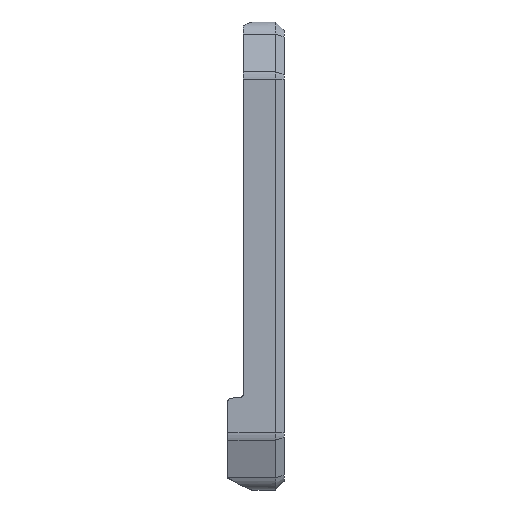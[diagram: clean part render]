
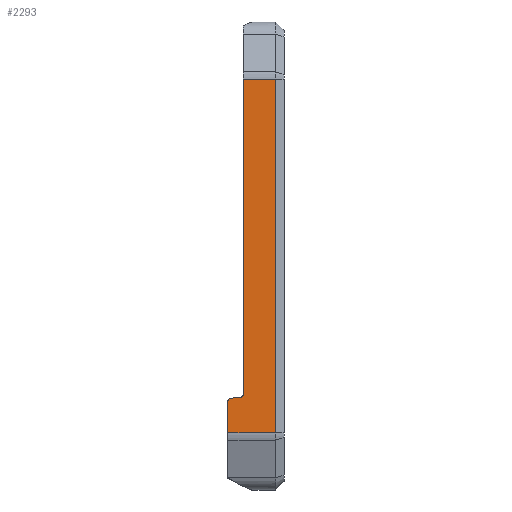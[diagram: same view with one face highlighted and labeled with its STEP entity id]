
A CAD part, left-side view. The second image highlights one B-rep face of the part: STEP entity #2293.
In plain terms, the highlighted planar face has unit normal (-1, 0, 0).
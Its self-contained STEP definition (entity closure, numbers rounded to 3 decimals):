
#575 = LINE ( 'NONE', #713, #2246 ) ;
#713 = CARTESIAN_POINT ( 'NONE',  ( -32.5, 2., 46. ) ) ;
#1200 = DIRECTION ( 'NONE',  ( 0., -1., 0. ) ) ;
#1242 = ORIENTED_EDGE ( 'NONE', *, *, #7494, .T. ) ;
#1338 = CARTESIAN_POINT ( 'NONE',  ( -32.5, 11.149, -32.877 ) ) ;
#1452 = CARTESIAN_POINT ( 'NONE',  ( -32.5, 18.05, 41. ) ) ;
#1585 = EDGE_CURVE ( 'NONE', #7252, #2681, #575, .T. ) ;
#1648 = DIRECTION ( 'NONE',  ( 0., 0., 1. ) ) ;
#1650 = DIRECTION ( 'NONE',  ( 1., 0., 0. ) ) ;
#1665 = EDGE_CURVE ( 'NONE', #6619, #4055, #2223, .T. ) ;
#1773 = CARTESIAN_POINT ( 'NONE',  ( -32.5, 13.055, -33.731 ) ) ;
#1822 = ORIENTED_EDGE ( 'NONE', *, *, #5265, .T. ) ;
#1983 = VECTOR ( 'NONE', #5931, 1000. ) ;
#2078 = CARTESIAN_POINT ( 'NONE',  ( -32.5, 13.055, 46. ) ) ;
#2223 = LINE ( 'NONE', #4493, #6592 ) ;
#2246 = VECTOR ( 'NONE', #5703, 1000. ) ;
#2293 = ADVANCED_FACE ( 'NONE', ( #4032 ), #4655, .F. ) ;
#2541 = CIRCLE ( 'NONE', #3459, 0.75 ) ;
#2651 = CARTESIAN_POINT ( 'NONE',  ( -32.5, 9.5, -32.045 ) ) ;
#2681 = VERTEX_POINT ( 'NONE', #8216 ) ;
#2695 = LINE ( 'NONE', #2078, #3217 ) ;
#2715 = CARTESIAN_POINT ( 'NONE',  ( -32.5, 18.05, -41. ) ) ;
#2748 = ORIENTED_EDGE ( 'NONE', *, *, #7582, .F. ) ;
#2754 = ORIENTED_EDGE ( 'NONE', *, *, #1665, .F. ) ;
#2757 = VECTOR ( 'NONE', #1200, 1000. ) ;
#2885 = CIRCLE ( 'NONE', #8699, 0.75 ) ;
#2986 = EDGE_LOOP ( 'NONE', ( #1242, #5650, #5567, #2754, #1822, #2748, #5207, #7529 ) ) ;
#3081 = CARTESIAN_POINT ( 'NONE',  ( -32.5, 9.5, 41. ) ) ;
#3121 = DIRECTION ( 'NONE',  ( 0., 0., -1. ) ) ;
#3167 = AXIS2_PLACEMENT_3D ( 'NONE', #4133, #4700, #6786 ) ;
#3217 = VECTOR ( 'NONE', #4157, 1000. ) ;
#3340 = CARTESIAN_POINT ( 'NONE',  ( -32.5, 13.055, -41. ) ) ;
#3429 = LINE ( 'NONE', #2715, #2757 ) ;
#3459 = AXIS2_PLACEMENT_3D ( 'NONE', #3786, #1650, #3121 ) ;
#3468 = VERTEX_POINT ( 'NONE', #7594 ) ;
#3631 = CARTESIAN_POINT ( 'NONE',  ( -32.5, 2., -41. ) ) ;
#3786 = CARTESIAN_POINT ( 'NONE',  ( -32.5, 10.25, -32.045 ) ) ;
#4032 = FACE_OUTER_BOUND ( 'NONE', #2986, .T. ) ;
#4055 = VERTEX_POINT ( 'NONE', #3081 ) ;
#4133 = CARTESIAN_POINT ( 'NONE',  ( -32.5, 18.05, 46. ) ) ;
#4154 = DIRECTION ( 'NONE',  ( -1., 0., 0. ) ) ;
#4157 = DIRECTION ( 'NONE',  ( 0., 0., 1. ) ) ;
#4175 = DIRECTION ( 'NONE',  ( 0., -0.996, 0.087 ) ) ;
#4326 = EDGE_CURVE ( 'NONE', #7559, #5858, #2695, .T. ) ;
#4493 = CARTESIAN_POINT ( 'NONE',  ( -32.5, 9.5, 46. ) ) ;
#4569 = VECTOR ( 'NONE', #4175, 1000. ) ;
#4655 = PLANE ( 'NONE',  #3167 ) ;
#4700 = DIRECTION ( 'NONE',  ( 1., 0., 0. ) ) ;
#5093 = LINE ( 'NONE', #1452, #1983 ) ;
#5207 = ORIENTED_EDGE ( 'NONE', *, *, #6736, .T. ) ;
#5265 = EDGE_CURVE ( 'NONE', #6619, #3468, #2541, .T. ) ;
#5504 = CARTESIAN_POINT ( 'NONE',  ( -32.5, 12.37, -32.984 ) ) ;
#5567 = ORIENTED_EDGE ( 'NONE', *, *, #6837, .T. ) ;
#5650 = ORIENTED_EDGE ( 'NONE', *, *, #1585, .T. ) ;
#5703 = DIRECTION ( 'NONE',  ( 0., 0., 1. ) ) ;
#5858 = VERTEX_POINT ( 'NONE', #1773 ) ;
#5931 = DIRECTION ( 'NONE',  ( 0., 1., 0. ) ) ;
#6195 = LINE ( 'NONE', #1338, #4569 ) ;
#6259 = CARTESIAN_POINT ( 'NONE',  ( -32.5, 12.305, -33.731 ) ) ;
#6347 = DIRECTION ( 'NONE',  ( 0., 0., -1. ) ) ;
#6592 = VECTOR ( 'NONE', #1648, 1000. ) ;
#6619 = VERTEX_POINT ( 'NONE', #2651 ) ;
#6736 = EDGE_CURVE ( 'NONE', #7172, #5858, #2885, .T. ) ;
#6786 = DIRECTION ( 'NONE',  ( 0., 0., -1. ) ) ;
#6837 = EDGE_CURVE ( 'NONE', #2681, #4055, #5093, .T. ) ;
#7172 = VERTEX_POINT ( 'NONE', #5504 ) ;
#7252 = VERTEX_POINT ( 'NONE', #3631 ) ;
#7494 = EDGE_CURVE ( 'NONE', #7559, #7252, #3429, .T. ) ;
#7529 = ORIENTED_EDGE ( 'NONE', *, *, #4326, .F. ) ;
#7559 = VERTEX_POINT ( 'NONE', #3340 ) ;
#7582 = EDGE_CURVE ( 'NONE', #7172, #3468, #6195, .T. ) ;
#7594 = CARTESIAN_POINT ( 'NONE',  ( -32.5, 10.185, -32.793 ) ) ;
#8216 = CARTESIAN_POINT ( 'NONE',  ( -32.5, 2., 41. ) ) ;
#8699 = AXIS2_PLACEMENT_3D ( 'NONE', #6259, #4154, #6347 ) ;
